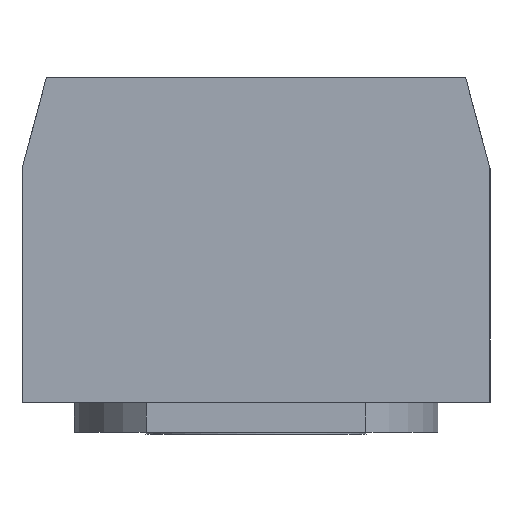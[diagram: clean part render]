
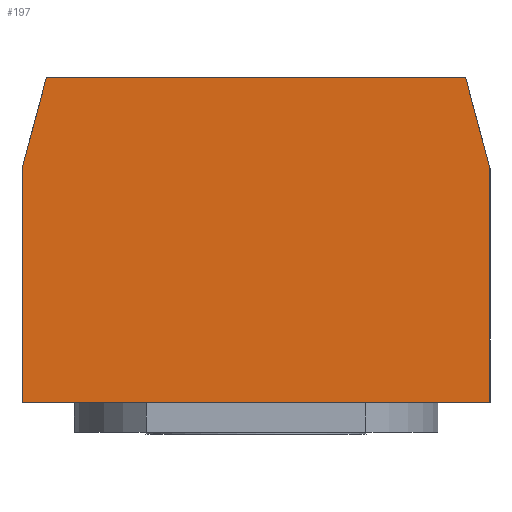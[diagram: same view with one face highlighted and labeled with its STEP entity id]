
A CAD part, left-side view. The second image highlights one B-rep face of the part: STEP entity #197.
In plain terms, the highlighted planar face has unit normal (-1, 0, 0).
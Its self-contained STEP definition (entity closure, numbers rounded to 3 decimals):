
#59=LINE('',#988,#111);
#60=LINE('',#990,#112);
#61=LINE('',#993,#113);
#62=LINE('',#995,#114);
#63=LINE('',#996,#115);
#64=LINE('',#998,#116);
#111=VECTOR('',#741,1.);
#112=VECTOR('',#744,1.);
#113=VECTOR('',#745,1.);
#114=VECTOR('',#746,1.);
#115=VECTOR('',#747,1.);
#116=VECTOR('',#748,1.);
#148=PLANE('',#642);
#168=FACE_OUTER_BOUND('',#261,.T.);
#197=ADVANCED_FACE('',(#168),#148,.T.);
#261=EDGE_LOOP('',(#328,#329,#330,#331,#332,#333));
#328=ORIENTED_EDGE('',*,*,#533,.T.);
#329=ORIENTED_EDGE('',*,*,#534,.T.);
#330=ORIENTED_EDGE('',*,*,#535,.F.);
#331=ORIENTED_EDGE('',*,*,#532,.F.);
#332=ORIENTED_EDGE('',*,*,#536,.T.);
#333=ORIENTED_EDGE('',*,*,#537,.F.);
#473=VERTEX_POINT('',#985);
#474=VERTEX_POINT('',#987);
#475=VERTEX_POINT('',#991);
#476=VERTEX_POINT('',#992);
#477=VERTEX_POINT('',#994);
#478=VERTEX_POINT('',#997);
#532=EDGE_CURVE('',#474,#473,#59,.T.);
#533=EDGE_CURVE('',#475,#476,#60,.T.);
#534=EDGE_CURVE('',#476,#477,#61,.T.);
#535=EDGE_CURVE('',#473,#477,#62,.T.);
#536=EDGE_CURVE('',#474,#478,#63,.T.);
#537=EDGE_CURVE('',#475,#478,#64,.T.);
#642=AXIS2_PLACEMENT_3D('',#999,#749,#750);
#741=DIRECTION('',(0.,1.,0.));
#744=DIRECTION('',(0.,1.,0.));
#745=DIRECTION('',(0.,0.259,-0.966));
#746=DIRECTION('',(0.,0.,1.));
#747=DIRECTION('',(0.,0.,1.));
#748=DIRECTION('',(0.,-0.259,-0.966));
#749=DIRECTION('',(-1.,0.,0.));
#750=DIRECTION('',(0.,0.,-1.));
#985=CARTESIAN_POINT('',(-66.,67.,-77.));
#987=CARTESIAN_POINT('',(-66.,-67.,-77.));
#988=CARTESIAN_POINT('',(-66.,-67.,-77.));
#990=CARTESIAN_POINT('',(-66.,-67.,16.));
#991=CARTESIAN_POINT('',(-66.,-60.033,16.));
#992=CARTESIAN_POINT('',(-66.,60.033,16.));
#993=CARTESIAN_POINT('',(-66.,67.,-10.));
#994=CARTESIAN_POINT('',(-66.,67.,-10.));
#995=CARTESIAN_POINT('',(-66.,67.,-77.));
#996=CARTESIAN_POINT('',(-66.,-67.,-77.));
#997=CARTESIAN_POINT('',(-66.,-67.,-10.));
#998=CARTESIAN_POINT('',(-66.,-60.033,16.));
#999=CARTESIAN_POINT('',(-66.,-67.,-77.));
